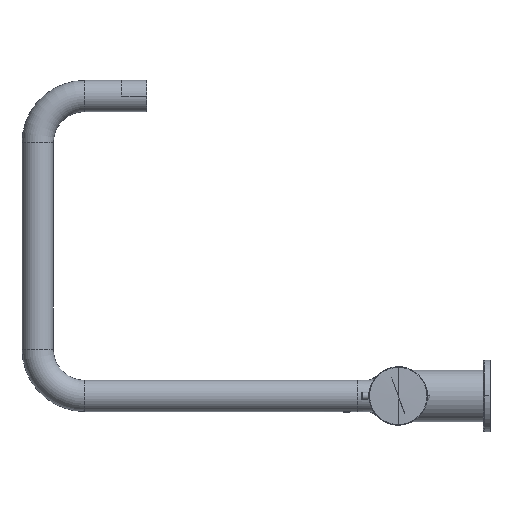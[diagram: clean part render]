
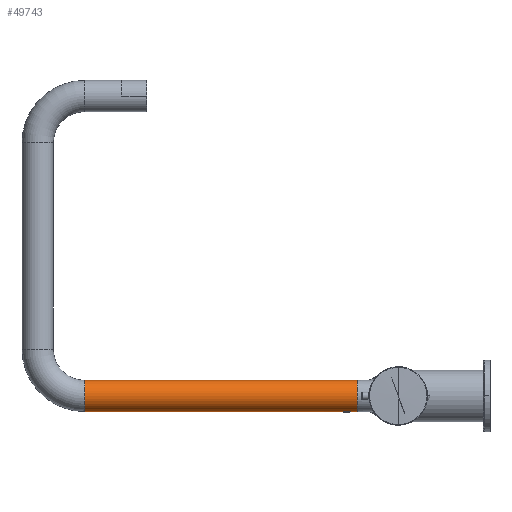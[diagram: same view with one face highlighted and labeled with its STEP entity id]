
A CAD part, left-side view. The second image highlights one B-rep face of the part: STEP entity #49743.
In plain terms, the highlighted cylindrical face has radius 12 mm (diameter 24 mm), a partial arc.
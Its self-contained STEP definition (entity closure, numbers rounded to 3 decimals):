
#34530=CARTESIAN_POINT('',(0.,240.555,0.));
#34531=DIRECTION('',(0.,1.,0.));
#34532=DIRECTION('',(0.,0.,-1.));
#34533=AXIS2_PLACEMENT_3D('',#34530,#34531,#34532);
#34540=CARTESIAN_POINT('',(0.,42.305,-12.));
#34541=CARTESIAN_POINT('',(-0.046,42.305,-12.));
#34542=CARTESIAN_POINT('',(-0.138,42.303,
-11.999));
#34543=CARTESIAN_POINT('',(-0.276,42.293,
-11.997));
#34544=CARTESIAN_POINT('',(-0.413,42.275,
-11.993));
#34545=CARTESIAN_POINT('',(-0.549,42.251,
-11.988));
#34546=CARTESIAN_POINT('',(-0.684,42.22,
-11.981));
#34547=CARTESIAN_POINT('',(-0.817,42.182,
-11.972));
#34548=CARTESIAN_POINT('',(-0.949,42.138,
-11.963));
#34549=CARTESIAN_POINT('',(-1.078,42.086,
-11.952));
#34550=CARTESIAN_POINT('',(-1.205,42.028,
-11.94));
#34551=CARTESIAN_POINT('',(-1.33,41.964,
-11.926));
#34552=CARTESIAN_POINT('',(-1.45,41.893,
-11.912));
#34553=CARTESIAN_POINT('',(-1.568,41.816,
-11.897));
#34554=CARTESIAN_POINT('',(-1.681,41.733,
-11.882));
#34555=CARTESIAN_POINT('',(-1.79,41.644,
-11.866));
#34556=CARTESIAN_POINT('',(-1.895,41.55,
-11.85));
#34557=CARTESIAN_POINT('',(-1.995,41.45,
-11.833));
#34558=CARTESIAN_POINT('',(-2.089,41.345,
-11.817));
#34559=CARTESIAN_POINT('',(-2.178,41.236,
-11.801));
#34560=CARTESIAN_POINT('',(-2.261,41.123,
-11.785));
#34561=CARTESIAN_POINT('',(-2.338,41.005,
-11.77));
#34562=CARTESIAN_POINT('',(-2.409,40.884,
-11.756));
#34563=CARTESIAN_POINT('',(-2.473,40.76,
-11.742));
#34564=CARTESIAN_POINT('',(-2.531,40.633,
-11.73));
#34565=CARTESIAN_POINT('',(-2.583,40.504,
-11.719));
#34566=CARTESIAN_POINT('',(-2.627,40.372,
-11.709));
#34567=CARTESIAN_POINT('',(-2.665,40.238,
-11.7));
#34568=CARTESIAN_POINT('',(-2.696,40.103,
-11.693));
#34569=CARTESIAN_POINT('',(-2.72,39.968,
-11.688));
#34570=CARTESIAN_POINT('',(-2.737,39.831,
-11.684));
#34571=CARTESIAN_POINT('',(-2.748,39.693,
-11.681));
#34572=CARTESIAN_POINT('',(-2.751,39.555,
-11.68));
#34573=CARTESIAN_POINT('',(-2.748,39.418,
-11.681));
#34574=CARTESIAN_POINT('',(-2.737,39.28,
-11.684));
#34575=CARTESIAN_POINT('',(-2.72,39.143,
-11.688));
#34576=CARTESIAN_POINT('',(-2.696,39.007,
-11.693));
#34577=CARTESIAN_POINT('',(-2.665,38.872,
-11.7));
#34578=CARTESIAN_POINT('',(-2.627,38.739,
-11.709));
#34579=CARTESIAN_POINT('',(-2.583,38.607,
-11.719));
#34580=CARTESIAN_POINT('',(-2.531,38.478,
-11.73));
#34581=CARTESIAN_POINT('',(-2.473,38.35,
-11.742));
#34582=CARTESIAN_POINT('',(-2.409,38.226,
-11.756));
#34583=CARTESIAN_POINT('',(-2.338,38.105,
-11.77));
#34584=CARTESIAN_POINT('',(-2.261,37.988,
-11.785));
#34585=CARTESIAN_POINT('',(-2.178,37.874,
-11.801));
#34586=CARTESIAN_POINT('',(-2.089,37.765,
-11.817));
#34587=CARTESIAN_POINT('',(-1.995,37.661,
-11.833));
#34588=CARTESIAN_POINT('',(-1.895,37.561,
-11.85));
#34589=CARTESIAN_POINT('',(-1.79,37.466,
-11.866));
#34590=CARTESIAN_POINT('',(-1.681,37.378,
-11.882));
#34591=CARTESIAN_POINT('',(-1.568,37.295,
-11.897));
#34592=CARTESIAN_POINT('',(-1.45,37.217,
-11.912));
#34593=CARTESIAN_POINT('',(-1.33,37.147,
-11.926));
#34594=CARTESIAN_POINT('',(-1.205,37.082,
-11.94));
#34595=CARTESIAN_POINT('',(-1.078,37.024,
-11.952));
#34596=CARTESIAN_POINT('',(-0.949,36.973,
-11.963));
#34597=CARTESIAN_POINT('',(-0.817,36.928,
-11.972));
#34598=CARTESIAN_POINT('',(-0.684,36.89,
-11.981));
#34599=CARTESIAN_POINT('',(-0.549,36.859,
-11.988));
#34600=CARTESIAN_POINT('',(-0.413,36.835,
-11.993));
#34601=CARTESIAN_POINT('',(-0.276,36.818,
-11.997));
#34602=CARTESIAN_POINT('',(-0.138,36.808,
-11.999));
#34603=CARTESIAN_POINT('',(-0.046,36.805,-12.));
#34604=CARTESIAN_POINT('',(0.,36.805,-12.));
#34606=DIRECTION('',(0.,1.,0.));
#34607=VECTOR('',#34606,198.25);
#34608=CARTESIAN_POINT('',(0.,42.305,-12.));
#34609=LINE('',#34608,#34607);
#34610=DIRECTION('',(0.,1.,0.));
#34611=VECTOR('',#34610,5.25);
#34612=CARTESIAN_POINT('',(0.,31.555,-12.));
#34613=LINE('',#34612,#34611);
#34622=CARTESIAN_POINT('',(0.,36.805,-12.));
#34686=CARTESIAN_POINT('',(0.,42.305,-12.));
#34688=DIRECTION('',(0.,1.,0.));
#34689=VECTOR('',#34688,209.);
#34690=CARTESIAN_POINT('',(0.,31.555,12.));
#34691=LINE('',#34690,#34689);
#34697=CARTESIAN_POINT('',(0.,31.555,0.));
#34698=DIRECTION('',(0.,1.,0.));
#34699=DIRECTION('',(0.,0.,-1.));
#34700=AXIS2_PLACEMENT_3D('',#34697,#34698,#34699);
#41237=CARTESIAN_POINT('',(0.,31.555,12.));
#41238=CARTESIAN_POINT('',(0.,31.555,-12.));
#41239=VERTEX_POINT('',#41237);
#41240=VERTEX_POINT('',#41238);
#41245=CARTESIAN_POINT('',(0.,240.555,12.));
#41246=CARTESIAN_POINT('',(0.,240.555,-12.));
#41247=VERTEX_POINT('',#41245);
#41248=VERTEX_POINT('',#41246);
#41257=VERTEX_POINT('',#34622);
#41258=VERTEX_POINT('',#34686);
#49725=CARTESIAN_POINT('',(0.,31.555,0.));
#49726=DIRECTION('',(0.,1.,0.));
#49727=DIRECTION('',(0.,0.,1.));
#49728=AXIS2_PLACEMENT_3D('',#49725,#49726,#49727);
#49729=CYLINDRICAL_SURFACE('',#49728,12.);
#49731=ORIENTED_EDGE('',*,*,#49730,.F.);
#49733=ORIENTED_EDGE('',*,*,#49732,.T.);
#49734=ORIENTED_EDGE('',*,*,#49708,.T.);
#49736=ORIENTED_EDGE('',*,*,#49735,.F.);
#49738=ORIENTED_EDGE('',*,*,#49737,.F.);
#49740=ORIENTED_EDGE('',*,*,#49739,.T.);
#49741=EDGE_LOOP('',(#49731,#49733,#49734,#49736,#49738,#49740));
#49742=FACE_OUTER_BOUND('',#49741,.F.);
#49743=ADVANCED_FACE('',(#49742),#49729,.T.);
#34534=CIRCLE('',#34533,12.);
#34605=B_SPLINE_CURVE_WITH_KNOTS('',3,(#34540,#34541,#34542,#34543,#34544,
#34545,#34546,#34547,#34548,#34549,#34550,#34551,#34552,#34553,#34554,#34555,
#34556,#34557,#34558,#34559,#34560,#34561,#34562,#34563,#34564,#34565,#34566,
#34567,#34568,#34569,#34570,#34571,#34572,#34573,#34574,#34575,#34576,#34577,
#34578,#34579,#34580,#34581,#34582,#34583,#34584,#34585,#34586,#34587,#34588,
#34589,#34590,#34591,#34592,#34593,#34594,#34595,#34596,#34597,#34598,#34599,
#34600,#34601,#34602,#34603,#34604),.UNSPECIFIED.,.F.,.F.,(4,1,1,1,1,1,1,1,1,1,
1,1,1,1,1,1,1,1,1,1,1,1,1,1,1,1,1,1,1,1,1,1,1,1,1,1,1,1,1,1,1,1,1,1,1,1,1,1,1,1,
1,1,1,1,1,1,1,1,1,1,1,1,4),(0.,0.016,0.032,
0.048,0.065,0.081,0.097,
0.113,0.129,0.145,0.161,
0.177,0.194,0.21,0.226,
0.242,0.258,0.274,0.29,
0.306,0.323,0.339,0.355,
0.371,0.387,0.403,0.419,
0.435,0.452,0.468,0.484,0.5,
0.516,0.532,0.548,0.565,
0.581,0.597,0.613,0.629,
0.645,0.661,0.677,0.694,
0.71,0.726,0.742,0.758,
0.774,0.79,0.806,0.823,
0.839,0.855,0.871,0.887,
0.903,0.919,0.935,0.952,
0.968,0.984,1.),.UNSPECIFIED.);
#34701=CIRCLE('',#34700,12.);
#49708=EDGE_CURVE('',#41248,#41247,#34534,.T.);
#49730=EDGE_CURVE('',#41258,#41257,#34605,.T.);
#49732=EDGE_CURVE('',#41258,#41248,#34609,.T.);
#49735=EDGE_CURVE('',#41239,#41247,#34691,.T.);
#49737=EDGE_CURVE('',#41240,#41239,#34701,.T.);
#49739=EDGE_CURVE('',#41240,#41257,#34613,.T.);
